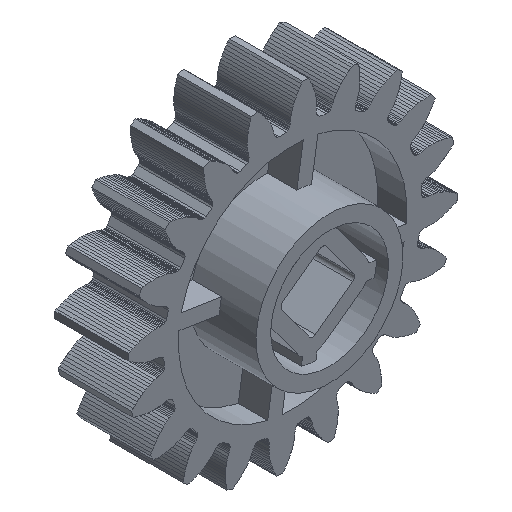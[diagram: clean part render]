
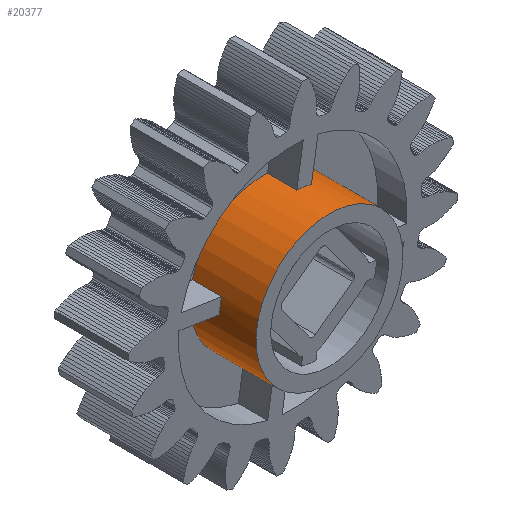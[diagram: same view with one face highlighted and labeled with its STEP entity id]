
A CAD part, isometric view. The second image highlights one B-rep face of the part: STEP entity #20377.
In plain terms, the highlighted cylindrical face has radius 5 mm (diameter 10 mm), a full revolution.
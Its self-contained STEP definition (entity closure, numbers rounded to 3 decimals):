
#966=FACE_OUTER_BOUND('',#1944,.T.);
#1944=EDGE_LOOP('',(#13530,#13531,#13532,#13533,#13534,#13535,#13536,#13537,
#13538,#13539,#13540,#13541,#13542,#13543,#13544,#13545,#13546,#13547,#13548,
#13549));
#2928=LINE('',#27431,#5748);
#2929=LINE('',#27435,#5749);
#2930=LINE('',#27439,#5750);
#2931=LINE('',#27443,#5751);
#2932=LINE('',#27447,#5752);
#2933=LINE('',#27451,#5753);
#2934=LINE('',#27455,#5754);
#2935=LINE('',#27460,#5755);
#2936=LINE('',#27463,#5756);
#5748=VECTOR('',#22457,10.);
#5749=VECTOR('',#22460,10.);
#5750=VECTOR('',#22463,10.);
#5751=VECTOR('',#22466,10.);
#5752=VECTOR('',#22469,10.);
#5753=VECTOR('',#22472,10.);
#5754=VECTOR('',#22475,5.);
#5755=VECTOR('',#22480,10.);
#5756=VECTOR('',#22483,10.);
#8568=CIRCLE('',#21376,5.);
#8569=CIRCLE('',#21377,5.);
#8570=CIRCLE('',#21378,5.);
#8571=CIRCLE('',#21379,5.);
#8572=CIRCLE('',#21380,5.);
#8573=CIRCLE('',#21381,5.);
#8574=CIRCLE('',#21382,5.);
#8575=CIRCLE('',#21383,5.);
#8576=CIRCLE('',#21384,5.);
#8577=CIRCLE('',#21385,5.);
#8666=VERTEX_POINT('',#27427);
#8667=VERTEX_POINT('',#27428);
#8668=VERTEX_POINT('',#27430);
#8669=VERTEX_POINT('',#27432);
#8670=VERTEX_POINT('',#27434);
#8671=VERTEX_POINT('',#27436);
#8672=VERTEX_POINT('',#27438);
#8673=VERTEX_POINT('',#27440);
#8674=VERTEX_POINT('',#27442);
#8675=VERTEX_POINT('',#27444);
#8676=VERTEX_POINT('',#27446);
#8677=VERTEX_POINT('',#27448);
#8678=VERTEX_POINT('',#27450);
#8679=VERTEX_POINT('',#27452);
#8680=VERTEX_POINT('',#27454);
#8681=VERTEX_POINT('',#27457);
#8682=VERTEX_POINT('',#27459);
#8683=VERTEX_POINT('',#27461);
#10612=EDGE_CURVE('',#8666,#8667,#8568,.T.);
#10613=EDGE_CURVE('',#8668,#8666,#2928,.T.);
#10614=EDGE_CURVE('',#8669,#8668,#8569,.T.);
#10615=EDGE_CURVE('',#8670,#8669,#2929,.T.);
#10616=EDGE_CURVE('',#8671,#8670,#8570,.T.);
#10617=EDGE_CURVE('',#8672,#8671,#2930,.T.);
#10618=EDGE_CURVE('',#8673,#8672,#8571,.T.);
#10619=EDGE_CURVE('',#8674,#8673,#2931,.T.);
#10620=EDGE_CURVE('',#8675,#8674,#8572,.T.);
#10621=EDGE_CURVE('',#8675,#8676,#2932,.T.);
#10622=EDGE_CURVE('',#8677,#8676,#8573,.T.);
#10623=EDGE_CURVE('',#8677,#8678,#2933,.T.);
#10624=EDGE_CURVE('',#8679,#8678,#8574,.T.);
#10625=EDGE_CURVE('',#8679,#8680,#2934,.T.);
#10626=EDGE_CURVE('',#8680,#8680,#8575,.T.);
#10627=EDGE_CURVE('',#8681,#8679,#8576,.T.);
#10628=EDGE_CURVE('',#8681,#8682,#2935,.T.);
#10629=EDGE_CURVE('',#8683,#8682,#8577,.T.);
#10630=EDGE_CURVE('',#8683,#8667,#2936,.T.);
#13530=ORIENTED_EDGE('',*,*,#10612,.F.);
#13531=ORIENTED_EDGE('',*,*,#10613,.F.);
#13532=ORIENTED_EDGE('',*,*,#10614,.F.);
#13533=ORIENTED_EDGE('',*,*,#10615,.F.);
#13534=ORIENTED_EDGE('',*,*,#10616,.F.);
#13535=ORIENTED_EDGE('',*,*,#10617,.F.);
#13536=ORIENTED_EDGE('',*,*,#10618,.F.);
#13537=ORIENTED_EDGE('',*,*,#10619,.F.);
#13538=ORIENTED_EDGE('',*,*,#10620,.F.);
#13539=ORIENTED_EDGE('',*,*,#10621,.T.);
#13540=ORIENTED_EDGE('',*,*,#10622,.F.);
#13541=ORIENTED_EDGE('',*,*,#10623,.T.);
#13542=ORIENTED_EDGE('',*,*,#10624,.F.);
#13543=ORIENTED_EDGE('',*,*,#10625,.T.);
#13544=ORIENTED_EDGE('',*,*,#10626,.F.);
#13545=ORIENTED_EDGE('',*,*,#10625,.F.);
#13546=ORIENTED_EDGE('',*,*,#10627,.F.);
#13547=ORIENTED_EDGE('',*,*,#10628,.T.);
#13548=ORIENTED_EDGE('',*,*,#10629,.F.);
#13549=ORIENTED_EDGE('',*,*,#10630,.T.);
#19366=CYLINDRICAL_SURFACE('',#21375,5.);
#20377=ADVANCED_FACE('',(#966),#19366,.T.);
#21375=AXIS2_PLACEMENT_3D('',#27426,#22453,#22454);
#21376=AXIS2_PLACEMENT_3D('',#27429,#22455,#22456);
#21377=AXIS2_PLACEMENT_3D('',#27433,#22458,#22459);
#21378=AXIS2_PLACEMENT_3D('',#27437,#22461,#22462);
#21379=AXIS2_PLACEMENT_3D('',#27441,#22464,#22465);
#21380=AXIS2_PLACEMENT_3D('',#27445,#22467,#22468);
#21381=AXIS2_PLACEMENT_3D('',#27449,#22470,#22471);
#21382=AXIS2_PLACEMENT_3D('',#27453,#22473,#22474);
#21383=AXIS2_PLACEMENT_3D('',#27456,#22476,#22477);
#21384=AXIS2_PLACEMENT_3D('',#27458,#22478,#22479);
#21385=AXIS2_PLACEMENT_3D('',#27462,#22481,#22482);
#22453=DIRECTION('center_axis',(0.,1.,0.));
#22454=DIRECTION('ref_axis',(0.588,0.,-0.809));
#22455=DIRECTION('center_axis',(0.,1.,0.));
#22456=DIRECTION('ref_axis',(-0.588,0.,0.809));
#22457=DIRECTION('',(0.,1.,0.));
#22458=DIRECTION('center_axis',(0.,1.,0.));
#22459=DIRECTION('ref_axis',(-0.588,0.,0.809));
#22460=DIRECTION('',(0.,-1.,0.));
#22461=DIRECTION('center_axis',(0.,1.,0.));
#22462=DIRECTION('ref_axis',(-0.588,0.,0.809));
#22463=DIRECTION('',(0.,1.,0.));
#22464=DIRECTION('center_axis',(0.,1.,0.));
#22465=DIRECTION('ref_axis',(-0.588,0.,0.809));
#22466=DIRECTION('',(0.,-1.,0.));
#22467=DIRECTION('center_axis',(0.,1.,0.));
#22468=DIRECTION('ref_axis',(-0.588,0.,0.809));
#22469=DIRECTION('',(0.,-1.,0.));
#22470=DIRECTION('center_axis',(0.,1.,0.));
#22471=DIRECTION('ref_axis',(-0.588,0.,0.809));
#22472=DIRECTION('',(0.,1.,0.));
#22473=DIRECTION('center_axis',(0.,1.,0.));
#22474=DIRECTION('ref_axis',(-0.588,0.,0.809));
#22475=DIRECTION('',(0.,-1.,0.));
#22476=DIRECTION('center_axis',(0.,-1.,0.));
#22477=DIRECTION('ref_axis',(0.588,0.,-0.809));
#22478=DIRECTION('center_axis',(0.,1.,0.));
#22479=DIRECTION('ref_axis',(-0.588,0.,0.809));
#22480=DIRECTION('',(0.,-1.,0.));
#22481=DIRECTION('center_axis',(0.,1.,0.));
#22482=DIRECTION('ref_axis',(-0.588,0.,0.809));
#22483=DIRECTION('',(0.,1.,0.));
#27426=CARTESIAN_POINT('Origin',(-49.495,-6.41,2.498));
#27427=CARTESIAN_POINT('',(-50.767,-6.91,-2.337));
#27428=CARTESIAN_POINT('',(-54.486,-6.91,2.783));
#27429=CARTESIAN_POINT('Origin',(-49.495,-6.91,2.498));
#27430=CARTESIAN_POINT('',(-50.767,-8.91,-2.337));
#27431=CARTESIAN_POINT('',(-50.767,-6.41,-2.337));
#27432=CARTESIAN_POINT('',(-49.779,-8.91,-2.494));
#27433=CARTESIAN_POINT('Origin',(-49.495,-8.91,2.498));
#27434=CARTESIAN_POINT('',(-49.779,-6.91,-2.494));
#27435=CARTESIAN_POINT('',(-49.779,-6.41,-2.494));
#27436=CARTESIAN_POINT('',(-44.659,-6.91,1.226));
#27437=CARTESIAN_POINT('Origin',(-49.495,-6.91,2.498));
#27438=CARTESIAN_POINT('',(-44.659,-8.91,1.226));
#27439=CARTESIAN_POINT('',(-44.659,-6.41,1.226));
#27440=CARTESIAN_POINT('',(-44.503,-8.91,2.214));
#27441=CARTESIAN_POINT('Origin',(-49.495,-8.91,2.498));
#27442=CARTESIAN_POINT('',(-44.503,-6.91,2.214));
#27443=CARTESIAN_POINT('',(-44.503,-6.41,2.214));
#27444=CARTESIAN_POINT('',(-48.222,-6.91,7.334));
#27445=CARTESIAN_POINT('Origin',(-49.495,-6.91,2.498));
#27446=CARTESIAN_POINT('',(-48.222,-8.91,7.334));
#27447=CARTESIAN_POINT('',(-48.222,-6.41,7.334));
#27448=CARTESIAN_POINT('',(-49.21,-8.91,7.49));
#27449=CARTESIAN_POINT('Origin',(-49.495,-8.91,2.498));
#27450=CARTESIAN_POINT('',(-49.21,-6.91,7.49));
#27451=CARTESIAN_POINT('',(-49.21,-6.41,7.49));
#27452=CARTESIAN_POINT('',(-52.434,-6.91,6.543));
#27453=CARTESIAN_POINT('Origin',(-49.495,-6.91,2.498));
#27454=CARTESIAN_POINT('',(-52.434,-11.41,6.543));
#27455=CARTESIAN_POINT('',(-52.434,-6.41,6.543));
#27456=CARTESIAN_POINT('Origin',(-49.495,-11.41,2.498));
#27457=CARTESIAN_POINT('',(-54.33,-6.91,3.77));
#27458=CARTESIAN_POINT('Origin',(-49.495,-6.91,2.498));
#27459=CARTESIAN_POINT('',(-54.33,-8.91,3.77));
#27460=CARTESIAN_POINT('',(-54.33,-6.41,3.77));
#27461=CARTESIAN_POINT('',(-54.486,-8.91,2.783));
#27462=CARTESIAN_POINT('Origin',(-49.495,-8.91,2.498));
#27463=CARTESIAN_POINT('',(-54.486,-6.41,2.783));
